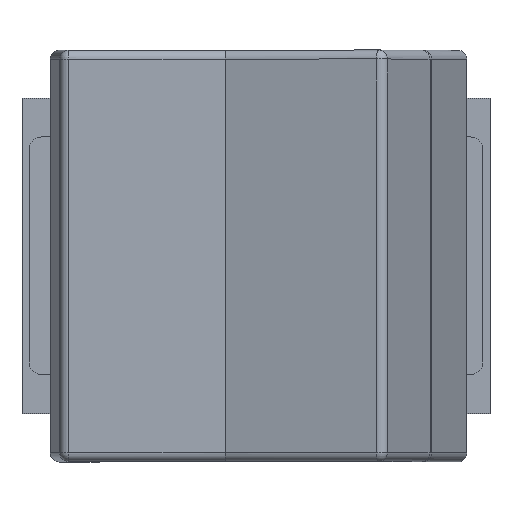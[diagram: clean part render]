
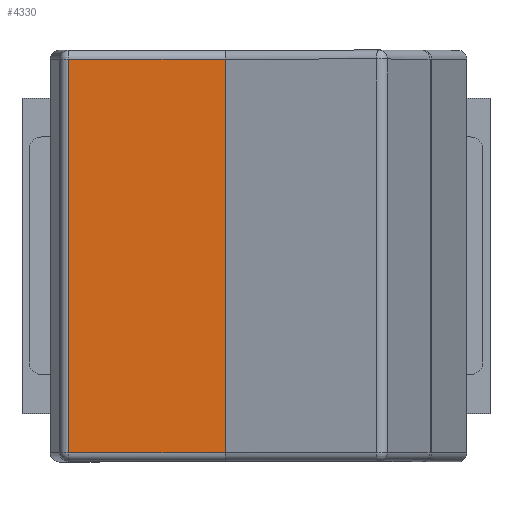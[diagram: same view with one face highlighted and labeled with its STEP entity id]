
A CAD part, top view. The second image highlights one B-rep face of the part: STEP entity #4330.
In plain terms, the highlighted planar face has unit normal (0, 0, 1).
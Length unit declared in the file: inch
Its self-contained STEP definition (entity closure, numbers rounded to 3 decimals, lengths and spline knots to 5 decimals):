
#500=FACE_OUTER_BOUND('',#761,.T.);
#761=EDGE_LOOP('',(#3403,#3404,#3405,#3406));
#1102=LINE('',#7047,#1501);
#1113=LINE('',#7090,#1512);
#1114=LINE('',#7094,#1513);
#1115=LINE('',#7095,#1514);
#1501=VECTOR('',#5489,0.3937);
#1512=VECTOR('',#5538,0.3937);
#1513=VECTOR('',#5543,0.3937);
#1514=VECTOR('',#5544,0.3937);
#1923=VERTEX_POINT('',#7041);
#1925=VERTEX_POINT('',#7045);
#1938=VERTEX_POINT('',#7089);
#1939=VERTEX_POINT('',#7093);
#2439=EDGE_CURVE('',#1925,#1923,#1102,.T.);
#2460=EDGE_CURVE('',#1938,#1923,#1113,.T.);
#2462=EDGE_CURVE('',#1939,#1925,#1114,.T.);
#2463=EDGE_CURVE('',#1938,#1939,#1115,.T.);
#3403=ORIENTED_EDGE('',*,*,#2439,.F.);
#3404=ORIENTED_EDGE('',*,*,#2462,.F.);
#3405=ORIENTED_EDGE('',*,*,#2463,.F.);
#3406=ORIENTED_EDGE('',*,*,#2460,.T.);
#4147=PLANE('',#4690);
#4330=ADVANCED_FACE('',(#500),#4147,.T.);
#4690=AXIS2_PLACEMENT_3D('',#7092,#5541,#5542);
#5489=DIRECTION('',(-1.,0.,0.));
#5538=DIRECTION('',(0.,-1.,0.));
#5541=DIRECTION('center_axis',(0.,0.,
1.));
#5542=DIRECTION('ref_axis',(0.,-1.,0.));
#5543=DIRECTION('',(0.,-1.,0.));
#5544=DIRECTION('',(1.,0.,0.));
#7041=CARTESIAN_POINT('',(-0.20506,-0.21575,0.83425));
#7045=CARTESIAN_POINT('',(-0.03354,-0.21575,0.83425));
#7047=CARTESIAN_POINT('',(-0.10977,-0.21575,0.83425));
#7089=CARTESIAN_POINT('',(-0.20506,0.21457,0.83425));
#7090=CARTESIAN_POINT('',(-0.20506,0.22441,0.83425));
#7092=CARTESIAN_POINT('Origin',(-0.20506,0.22441,0.83425));
#7093=CARTESIAN_POINT('',(-0.03354,0.21457,0.83425));
#7094=CARTESIAN_POINT('',(-0.03354,0.22441,0.83425));
#7095=CARTESIAN_POINT('',(-0.10977,0.21457,0.83425));
